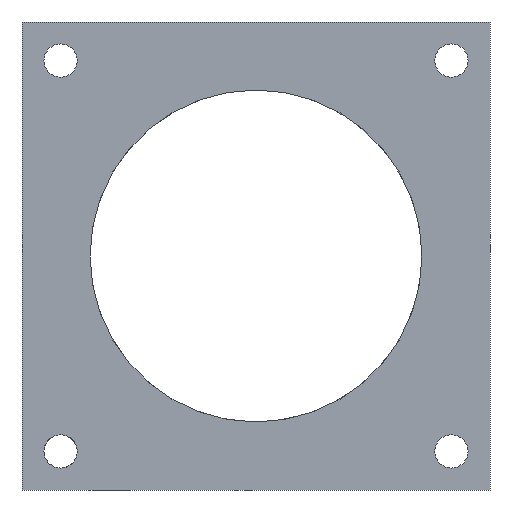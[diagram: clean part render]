
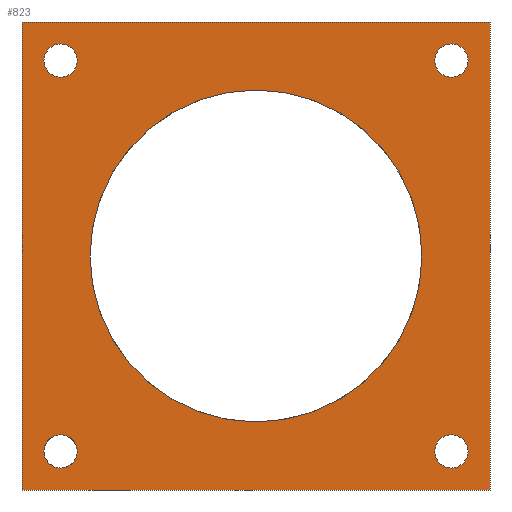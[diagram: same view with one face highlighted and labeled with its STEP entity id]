
A CAD part, front view. The second image highlights one B-rep face of the part: STEP entity #823.
In plain terms, the highlighted planar face has unit normal (0, -1, 0).
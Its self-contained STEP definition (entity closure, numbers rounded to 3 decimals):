
#59=FACE_BOUND('',#166,.T.);
#60=FACE_BOUND('',#167,.T.);
#61=FACE_BOUND('',#168,.T.);
#62=FACE_BOUND('',#169,.T.);
#63=FACE_BOUND('',#170,.T.);
#82=PLANE('',#915);
#116=FACE_OUTER_BOUND('',#165,.T.);
#165=EDGE_LOOP('',(#767,#768,#769,#770));
#166=EDGE_LOOP('',(#771));
#167=EDGE_LOOP('',(#772));
#168=EDGE_LOOP('',(#773));
#169=EDGE_LOOP('',(#774));
#170=EDGE_LOOP('',(#775));
#209=CIRCLE('',#900,20.);
#212=CIRCLE('',#904,2.);
#213=CIRCLE('',#906,2.);
#214=CIRCLE('',#908,2.);
#215=CIRCLE('',#910,2.);
#250=LINE('',#1300,#319);
#277=LINE('',#1433,#346);
#280=LINE('',#1439,#349);
#283=LINE('',#1444,#352);
#319=VECTOR('',#990,10.);
#346=VECTOR('',#1115,10.);
#349=VECTOR('',#1120,10.);
#352=VECTOR('',#1125,10.);
#395=VERTEX_POINT('',#1297);
#396=VERTEX_POINT('',#1299);
#421=VERTEX_POINT('',#1408);
#423=VERTEX_POINT('',#1416);
#424=VERTEX_POINT('',#1420);
#425=VERTEX_POINT('',#1424);
#426=VERTEX_POINT('',#1428);
#427=VERTEX_POINT('',#1432);
#429=VERTEX_POINT('',#1438);
#483=EDGE_CURVE('',#395,#396,#250,.T.);
#525=EDGE_CURVE('',#421,#421,#209,.T.);
#530=EDGE_CURVE('',#423,#423,#212,.T.);
#532=EDGE_CURVE('',#424,#424,#213,.T.);
#534=EDGE_CURVE('',#425,#425,#214,.T.);
#536=EDGE_CURVE('',#426,#426,#215,.T.);
#538=EDGE_CURVE('',#396,#427,#277,.T.);
#541=EDGE_CURVE('',#429,#395,#280,.T.);
#544=EDGE_CURVE('',#427,#429,#283,.T.);
#767=ORIENTED_EDGE('',*,*,#544,.F.);
#768=ORIENTED_EDGE('',*,*,#538,.F.);
#769=ORIENTED_EDGE('',*,*,#483,.F.);
#770=ORIENTED_EDGE('',*,*,#541,.F.);
#771=ORIENTED_EDGE('',*,*,#525,.T.);
#772=ORIENTED_EDGE('',*,*,#530,.T.);
#773=ORIENTED_EDGE('',*,*,#532,.T.);
#774=ORIENTED_EDGE('',*,*,#534,.T.);
#775=ORIENTED_EDGE('',*,*,#536,.T.);
#823=ADVANCED_FACE('',(#116,#59,#60,#61,#62,#63),#82,.F.);
#900=AXIS2_PLACEMENT_3D('',#1409,#1085,#1086);
#904=AXIS2_PLACEMENT_3D('',#1417,#1095,#1096);
#906=AXIS2_PLACEMENT_3D('',#1421,#1100,#1101);
#908=AXIS2_PLACEMENT_3D('',#1425,#1105,#1106);
#910=AXIS2_PLACEMENT_3D('',#1429,#1110,#1111);
#915=AXIS2_PLACEMENT_3D('',#1447,#1129,#1130);
#990=DIRECTION('',(1.,0.,0.));
#1085=DIRECTION('center_axis',(0.,1.,0.));
#1086=DIRECTION('ref_axis',(1.,0.,0.));
#1095=DIRECTION('center_axis',(0.,1.,0.));
#1096=DIRECTION('ref_axis',(1.,0.,0.));
#1100=DIRECTION('center_axis',(0.,1.,0.));
#1101=DIRECTION('ref_axis',(1.,0.,0.));
#1105=DIRECTION('center_axis',(0.,1.,0.));
#1106=DIRECTION('ref_axis',(1.,0.,0.));
#1110=DIRECTION('center_axis',(0.,1.,0.));
#1111=DIRECTION('ref_axis',(1.,0.,0.));
#1115=DIRECTION('',(0.,0.,-1.));
#1120=DIRECTION('',(0.,0.,1.));
#1125=DIRECTION('',(-1.,0.,0.));
#1129=DIRECTION('center_axis',(0.,1.,0.));
#1130=DIRECTION('ref_axis',(0.,0.,1.));
#1297=CARTESIAN_POINT('',(-28.2,0.,28.2));
#1299=CARTESIAN_POINT('',(28.2,0.,28.2));
#1300=CARTESIAN_POINT('',(-28.2,0.,28.2));
#1408=CARTESIAN_POINT('',(-20.,0.,0.));
#1409=CARTESIAN_POINT('Origin',(0.,0.,0.));
#1416=CARTESIAN_POINT('',(21.55,0.,23.55));
#1417=CARTESIAN_POINT('Origin',(23.55,0.,23.55));
#1420=CARTESIAN_POINT('',(21.55,0.,-23.55));
#1421=CARTESIAN_POINT('Origin',(23.55,0.,-23.55));
#1424=CARTESIAN_POINT('',(-25.55,0.,-23.55));
#1425=CARTESIAN_POINT('Origin',(-23.55,0.,-23.55));
#1428=CARTESIAN_POINT('',(-25.55,0.,23.55));
#1429=CARTESIAN_POINT('Origin',(-23.55,0.,23.55));
#1432=CARTESIAN_POINT('',(28.2,0.,-28.2));
#1433=CARTESIAN_POINT('',(28.2,0.,28.2));
#1438=CARTESIAN_POINT('',(-28.2,0.,-28.2));
#1439=CARTESIAN_POINT('',(-28.2,0.,-28.2));
#1444=CARTESIAN_POINT('',(28.2,0.,-28.2));
#1447=CARTESIAN_POINT('Origin',(0.,0.,0.));
